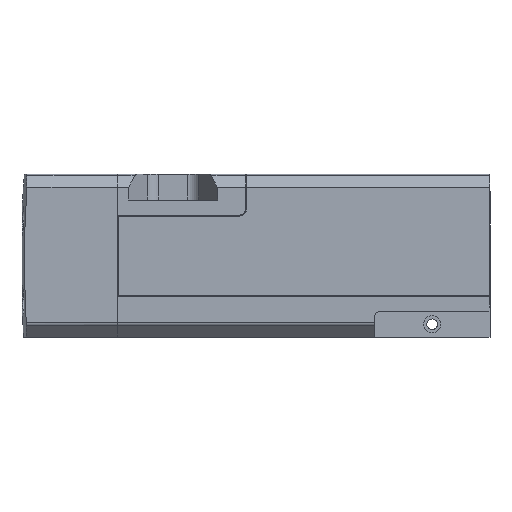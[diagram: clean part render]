
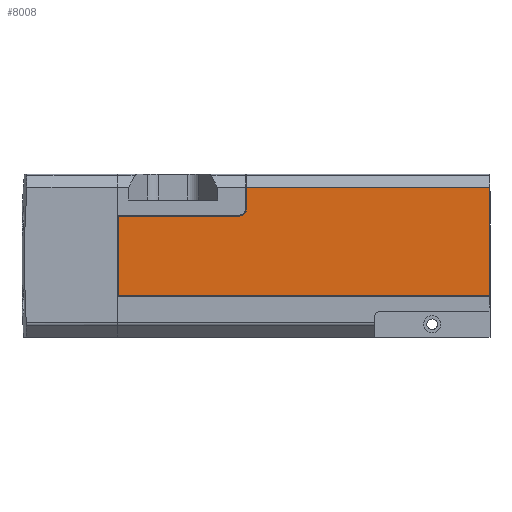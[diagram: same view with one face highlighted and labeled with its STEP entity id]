
A CAD part, top view. The second image highlights one B-rep face of the part: STEP entity #8008.
In plain terms, the highlighted face is planar.
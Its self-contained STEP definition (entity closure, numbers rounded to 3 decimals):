
#317 = VECTOR ( 'NONE', #20733, 1000. ) ;
#380 = VERTEX_POINT ( 'NONE', #17932 ) ;
#582 = DIRECTION ( 'NONE',  ( 0., 0., -1. ) ) ;
#762 = AXIS2_PLACEMENT_3D ( 'NONE', #14146, #3437, #15948 ) ;
#839 = CARTESIAN_POINT ( 'NONE',  ( -50.75, -20., -0.253 ) ) ;
#2180 = VECTOR ( 'NONE', #20133, 1000. ) ;
#2456 = EDGE_CURVE ( 'NONE', #13621, #23041, #8757, .T. ) ;
#2965 = ORIENTED_EDGE ( 'NONE', *, *, #2456, .F. ) ;
#3137 = CARTESIAN_POINT ( 'NONE',  ( -50.75, -20., 4.75 ) ) ;
#3285 = CARTESIAN_POINT ( 'NONE',  ( 0., -20., 4.75 ) ) ;
#3437 = DIRECTION ( 'NONE',  ( 0., -1., 0. ) ) ;
#3697 = VERTEX_POINT ( 'NONE', #13890 ) ;
#4096 = ORIENTED_EDGE ( 'NONE', *, *, #13496, .F. ) ;
#4510 = VECTOR ( 'NONE', #19256, 1000. ) ;
#5068 = LINE ( 'NONE', #6411, #317 ) ;
#6113 = EDGE_LOOP ( 'NONE', ( #18055, #2965, #20457, #4096, #7507, #17634, #19200 ) ) ;
#6411 = CARTESIAN_POINT ( 'NONE',  ( -80.75, -20., -20.503 ) ) ;
#7077 = CARTESIAN_POINT ( 'NONE',  ( 6., -20., 4.75 ) ) ;
#7380 = VECTOR ( 'NONE', #15799, 1000. ) ;
#7507 = ORIENTED_EDGE ( 'NONE', *, *, #10468, .F. ) ;
#7626 = CARTESIAN_POINT ( 'NONE',  ( -52.5, -20., -2.003 ) ) ;
#8008 = ADVANCED_FACE ( 'NONE', ( #10984 ), #9467, .T. ) ;
#8757 = LINE ( 'NONE', #13788, #21890 ) ;
#9220 = AXIS2_PLACEMENT_3D ( 'NONE', #14791, #11299, #582 ) ;
#9467 = PLANE ( 'NONE',  #9220 ) ;
#9702 = DIRECTION ( 'NONE',  ( 0., 0., 1. ) ) ;
#10468 = EDGE_CURVE ( 'NONE', #17356, #3697, #18771, .T. ) ;
#10587 = EDGE_CURVE ( 'NONE', #18944, #11532, #16542, .T. ) ;
#10899 = DIRECTION ( 'NONE',  ( 0., 0., 1. ) ) ;
#10984 = FACE_OUTER_BOUND ( 'NONE', #6113, .T. ) ;
#11299 = DIRECTION ( 'NONE',  ( 0., -1., 0. ) ) ;
#11532 = VERTEX_POINT ( 'NONE', #7077 ) ;
#11690 = LINE ( 'NONE', #7626, #2180 ) ;
#12202 = LINE ( 'NONE', #3285, #7380 ) ;
#13496 = EDGE_CURVE ( 'NONE', #3697, #380, #11690, .T. ) ;
#13621 = VERTEX_POINT ( 'NONE', #839 ) ;
#13788 = CARTESIAN_POINT ( 'NONE',  ( -50.75, -20., -0.253 ) ) ;
#13890 = CARTESIAN_POINT ( 'NONE',  ( -80.75, -20., -2.003 ) ) ;
#13939 = CARTESIAN_POINT ( 'NONE',  ( -80.75, -20., -2.003 ) ) ;
#14146 = CARTESIAN_POINT ( 'NONE',  ( -52.5, -20., -0.253 ) ) ;
#14791 = CARTESIAN_POINT ( 'NONE',  ( 0., -20., 0. ) ) ;
#15799 = DIRECTION ( 'NONE',  ( -1., 0., 0. ) ) ;
#15948 = DIRECTION ( 'NONE',  ( 0., 0., 1. ) ) ;
#16542 = LINE ( 'NONE', #19794, #20722 ) ;
#16895 = EDGE_CURVE ( 'NONE', #380, #13621, #22998, .T. ) ;
#17356 = VERTEX_POINT ( 'NONE', #21151 ) ;
#17634 = ORIENTED_EDGE ( 'NONE', *, *, #17826, .F. ) ;
#17826 = EDGE_CURVE ( 'NONE', #18944, #17356, #5068, .T. ) ;
#17932 = CARTESIAN_POINT ( 'NONE',  ( -52.5, -20., -2.003 ) ) ;
#18055 = ORIENTED_EDGE ( 'NONE', *, *, #21828, .T. ) ;
#18771 = LINE ( 'NONE', #13939, #4510 ) ;
#18888 = CARTESIAN_POINT ( 'NONE',  ( 6., -20., -20.503 ) ) ;
#18944 = VERTEX_POINT ( 'NONE', #18888 ) ;
#19200 = ORIENTED_EDGE ( 'NONE', *, *, #10587, .T. ) ;
#19256 = DIRECTION ( 'NONE',  ( 0., 0., 1. ) ) ;
#19794 = CARTESIAN_POINT ( 'NONE',  ( 6., -20., 0. ) ) ;
#20133 = DIRECTION ( 'NONE',  ( 1., 0., 0. ) ) ;
#20457 = ORIENTED_EDGE ( 'NONE', *, *, #16895, .F. ) ;
#20722 = VECTOR ( 'NONE', #10899, 1000. ) ;
#20733 = DIRECTION ( 'NONE',  ( -1., 0., 0. ) ) ;
#21151 = CARTESIAN_POINT ( 'NONE',  ( -80.75, -20., -20.503 ) ) ;
#21828 = EDGE_CURVE ( 'NONE', #11532, #23041, #12202, .T. ) ;
#21890 = VECTOR ( 'NONE', #9702, 1000. ) ;
#22998 = CIRCLE ( 'NONE', #762, 1.75 ) ;
#23041 = VERTEX_POINT ( 'NONE', #3137 ) ;
